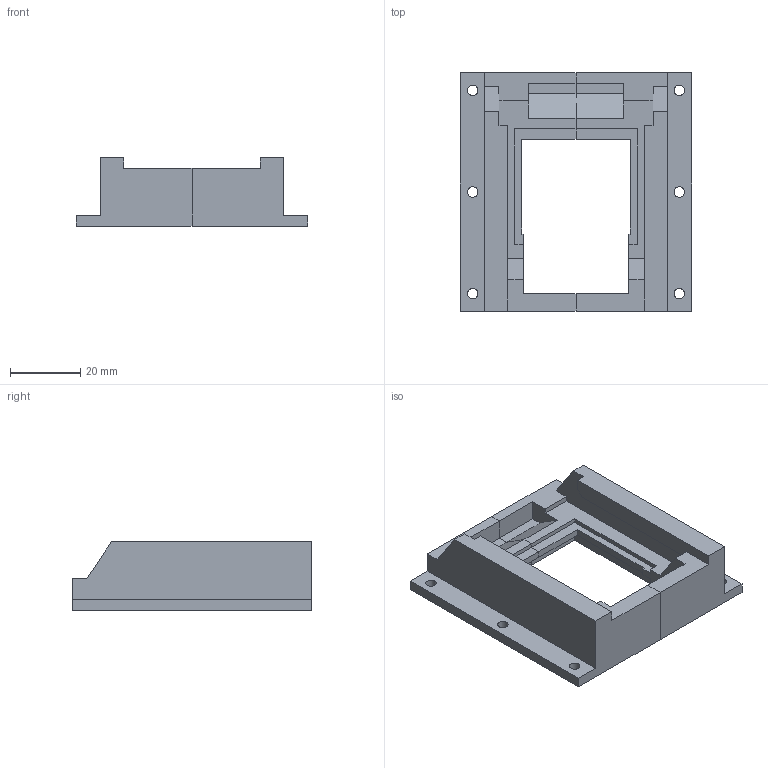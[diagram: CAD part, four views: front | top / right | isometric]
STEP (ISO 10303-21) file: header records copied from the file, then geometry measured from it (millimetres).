
FILE_DESCRIPTION(/* description */ (''),/* implementation_level */ '2;1');
FILE_NAME(/* name */ 'CXT v9.stp',/* time_stamp */ '2023-08-23T18:45:12+02:00',/* author */ (''),/* organization */ (''),/* preprocessor_version */ 'ST-DEVELOPER v20',/* originating_system */ 'Autodesk Translation Framework v12.9.0.99',/* authorisation */ '');
FILE_SCHEMA (('AUTOMOTIVE_DESIGN { 1 0 10303 214 3 1 1 }'));
Length unit declared in the file: millimetre
Products named in the file (1): CXT
Bounding box: 66 x 68 x 19.5 mm (x, y, z)
Volume: 27405.8 mm3; surface area: 14359.6 mm2
Topology: 2 solids, 2 shells, 80 faces, 228 edges, 152 vertices
Faces by surface type: plane 74, cylinder 6
Full cylindrical faces by diameter (mm): 3 x6
Entity records: 2620 total; most frequent: CARTESIAN_POINT 461, ORIENTED_EDGE 456, DIRECTION 402, EDGE_CURVE 228, LINE 216, VECTOR 216, VERTEX_POINT 152, AXIS2_PLACEMENT_3D 93
